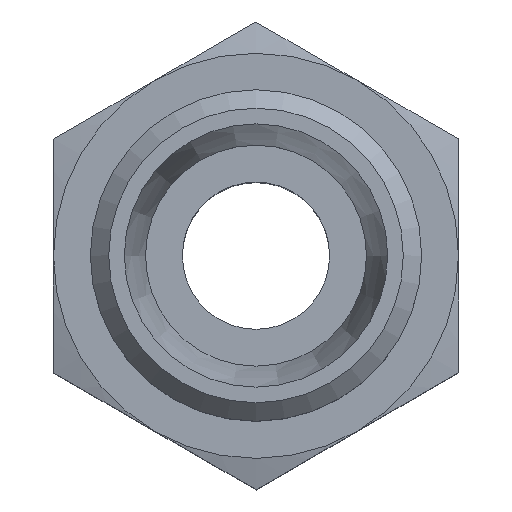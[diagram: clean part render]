
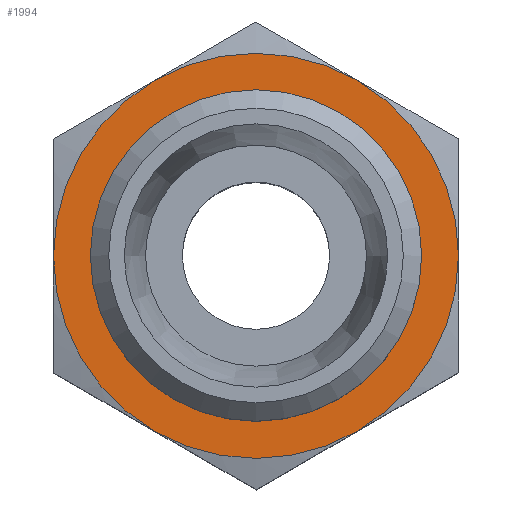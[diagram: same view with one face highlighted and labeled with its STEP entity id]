
A CAD part, top view. The second image highlights one B-rep face of the part: STEP entity #1994.
In plain terms, the highlighted planar face has unit normal (0, 0, 1).
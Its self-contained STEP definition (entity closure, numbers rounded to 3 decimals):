
#1355=CARTESIAN_POINT('',(5.565,9.041,22.));
#1356=VERTEX_POINT('',#1355);
#1370=CARTESIAN_POINT('',(5.565,9.035,22.));
#1371=VERTEX_POINT('',#1370);
#1372=CARTESIAN_POINT('',(5.565,9.041,22.));
#1373=DIRECTION('',(0.001,-1.,0.0));
#1374=VECTOR('',#1373,0.006);
#1375=LINE('',#1372,#1374);
#1376=EDGE_CURVE('',#1356,#1371,#1375,.T.);
#1436=CARTESIAN_POINT('',(0.059,18.564,22.));
#1437=VERTEX_POINT('',#1436);
#1483=CARTESIAN_POINT('',(-10.941,18.558,22.));
#1484=VERTEX_POINT('',#1483);
#1760=CARTESIAN_POINT('',(-16.435,9.028,22.));
#1761=VERTEX_POINT('',#1760);
#1819=CARTESIAN_POINT('',(-5.435,9.035,22.));
#1820=DIRECTION('',(0.0,0.0,1.0));
#1821=DIRECTION('',(-1.0,0.0,0.0));
#1822=AXIS2_PLACEMENT_3D('',#1819,#1820,#1821);
#1823=CIRCLE('',#1822,11.);
#1824=EDGE_CURVE('',#1356,#1437,#1823,.T.);
#1835=CARTESIAN_POINT('',(0.07,-0.488,22.));
#1836=VERTEX_POINT('',#1835);
#1851=CARTESIAN_POINT('',(-5.435,9.035,22.));
#1852=DIRECTION('',(0.0,0.0,1.0));
#1853=DIRECTION('',(-1.0,0.0,0.0));
#1854=AXIS2_PLACEMENT_3D('',#1851,#1852,#1853);
#1855=CIRCLE('',#1854,11.);
#1856=EDGE_CURVE('',#1836,#1371,#1855,.T.);
#1867=CARTESIAN_POINT('',(-5.435,9.035,22.));
#1868=DIRECTION('',(0.0,0.0,1.0));
#1869=DIRECTION('',(-1.0,0.0,0.0));
#1870=AXIS2_PLACEMENT_3D('',#1867,#1868,#1869);
#1871=CIRCLE('',#1870,11.);
#1872=EDGE_CURVE('',#1437,#1484,#1871,.T.);
#1885=CARTESIAN_POINT('',(-10.93,-0.495,22.));
#1886=VERTEX_POINT('',#1885);
#1913=CARTESIAN_POINT('',(-5.435,9.035,22.));
#1914=DIRECTION('',(0.0,0.0,1.0));
#1915=DIRECTION('',(-1.0,0.0,0.0));
#1916=AXIS2_PLACEMENT_3D('',#1913,#1914,#1915);
#1917=CIRCLE('',#1916,11.);
#1918=EDGE_CURVE('',#1886,#1836,#1917,.T.);
#1929=CARTESIAN_POINT('',(-5.435,9.035,22.));
#1930=DIRECTION('',(0.0,0.0,1.0));
#1931=DIRECTION('',(-1.0,0.0,0.0));
#1932=AXIS2_PLACEMENT_3D('',#1929,#1930,#1931);
#1933=CIRCLE('',#1932,11.);
#1934=EDGE_CURVE('',#1484,#1761,#1933,.T.);
#1959=CARTESIAN_POINT('',(-5.435,9.035,22.));
#1960=DIRECTION('',(0.0,0.0,1.0));
#1961=DIRECTION('',(-1.0,0.0,0.0));
#1962=AXIS2_PLACEMENT_3D('',#1959,#1960,#1961);
#1963=CIRCLE('',#1962,11.);
#1964=EDGE_CURVE('',#1761,#1886,#1963,.T.);
#1969=CARTESIAN_POINT('',(-5.435,9.035,22.));
#1970=DIRECTION('',(0.0,0.0,1.0));
#1971=DIRECTION('',(1.0,0.0,0.0));
#1972=AXIS2_PLACEMENT_3D('',#1969,#1970,#1971);
#1973=PLANE('',#1972);
#1974=ORIENTED_EDGE('',*,*,#1824,.T.);
#1975=ORIENTED_EDGE('',*,*,#1872,.T.);
#1976=ORIENTED_EDGE('',*,*,#1934,.T.);
#1977=ORIENTED_EDGE('',*,*,#1964,.T.);
#1978=ORIENTED_EDGE('',*,*,#1918,.T.);
#1979=ORIENTED_EDGE('',*,*,#1856,.T.);
#1980=ORIENTED_EDGE('',*,*,#1376,.F.);
#1981=EDGE_LOOP('',(#1974,#1975,#1976,#1977,#1978,#1979,#1980));
#1982=FACE_OUTER_BOUND('',#1981,.T.);
#1983=CARTESIAN_POINT('',(3.415,9.035,22.));
#1984=VERTEX_POINT('',#1983);
#1985=CARTESIAN_POINT('',(-5.435,9.035,22.));
#1986=DIRECTION('',(0.0,0.0,1.0));
#1987=DIRECTION('',(-1.0,0.0,0.0));
#1988=AXIS2_PLACEMENT_3D('',#1985,#1986,#1987);
#1989=CIRCLE('',#1988,8.85);
#1990=EDGE_CURVE('',#1984,#1984,#1989,.T.);
#1991=ORIENTED_EDGE('',*,*,#1990,.F.);
#1992=EDGE_LOOP('',(#1991));
#1993=FACE_BOUND('',#1992,.T.);
#1994=ADVANCED_FACE('',(#1982,#1993),#1973,.T.);
